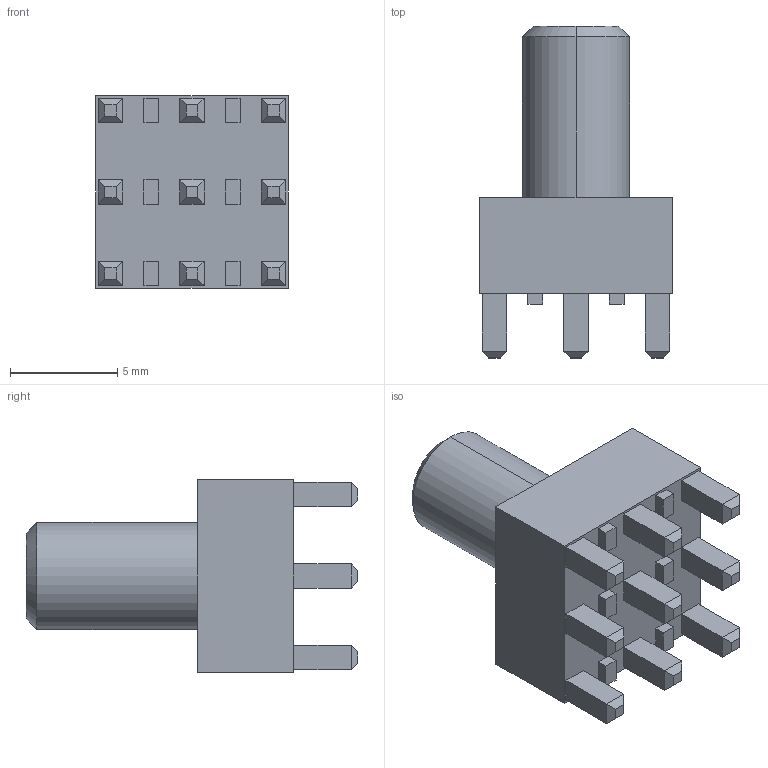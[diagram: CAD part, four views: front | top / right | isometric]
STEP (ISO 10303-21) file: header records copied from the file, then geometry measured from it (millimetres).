
FILE_DESCRIPTION (( 'STEP AP203' ), '1' );
FILE_NAME ('K902649-A01.STEP', '2021-09-10T08:28:35', ( '' ), ( '' ), 'SwSTEP 2.0', 'SolidWorks 2018', '' );
FILE_SCHEMA (( 'CONFIG_CONTROL_DESIGN' ));
Length unit declared in the file: millimetre
Products named in the file (1): K902649-A01
Bounding box: 9 x 15.5 x 9 mm (x, y, z)
Volume: 555 mm3; surface area: 569.1 mm2
Topology: 1 solids, 1 shells, 122 faces, 274 edges, 170 vertices
Faces by surface type: plane 118, cone 2, cylinder 2
Entity records: 3357 total; most frequent: CARTESIAN_POINT 567, ORIENTED_EDGE 548, DIRECTION 526, EDGE_CURVE 274, LINE 268, VECTOR 268, VERTEX_POINT 170, EDGE_LOOP 138
